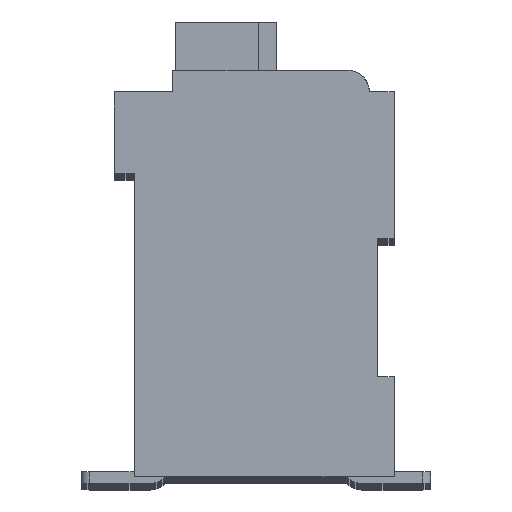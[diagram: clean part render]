
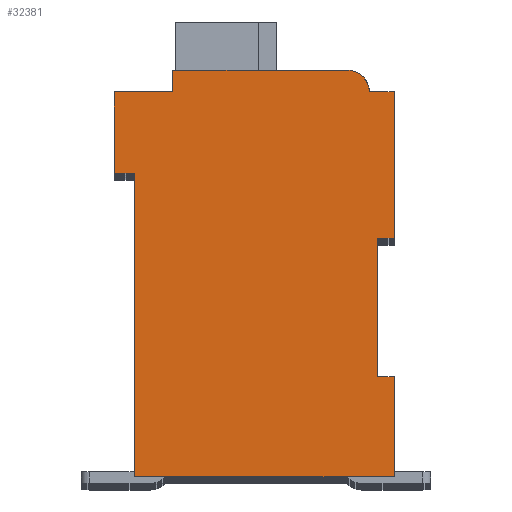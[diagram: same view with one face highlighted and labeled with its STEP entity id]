
A CAD part, top view. The second image highlights one B-rep face of the part: STEP entity #32381.
In plain terms, the highlighted planar face has unit normal (0, 0, 1).
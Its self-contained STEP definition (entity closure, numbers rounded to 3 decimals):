
#7686=DIRECTION('',(1.,0.,0.));
#7687=VECTOR('',#7686,0.5);
#7688=CARTESIAN_POINT('',(7.3,7.15,2.1));
#7689=LINE('',#7688,#7687);
#7690=DIRECTION('',(0.,1.,0.));
#7691=VECTOR('',#7690,4.15);
#7692=CARTESIAN_POINT('',(7.3,3.,2.1));
#7693=LINE('',#7692,#7691);
#7694=DIRECTION('',(-1.,0.,0.));
#7695=VECTOR('',#7694,0.5);
#7696=CARTESIAN_POINT('',(7.8,3.,2.1));
#7697=LINE('',#7696,#7695);
#7698=DIRECTION('',(0.,1.,0.));
#7699=VECTOR('',#7698,3.);
#7700=CARTESIAN_POINT('',(7.8,0.,2.1));
#7701=LINE('',#7700,#7699);
#7702=DIRECTION('',(1.,0.,0.));
#7703=VECTOR('',#7702,7.8);
#7704=CARTESIAN_POINT('',(0.,0.,2.1));
#7705=LINE('',#7704,#7703);
#7706=DIRECTION('',(0.,-1.,0.));
#7707=VECTOR('',#7706,9.1);
#7708=CARTESIAN_POINT('',(0.,9.1,2.1));
#7709=LINE('',#7708,#7707);
#7710=DIRECTION('',(1.,0.,0.));
#7711=VECTOR('',#7710,0.6);
#7712=CARTESIAN_POINT('',(-0.6,9.1,2.1));
#7713=LINE('',#7712,#7711);
#7714=DIRECTION('',(0.,-1.,0.));
#7715=VECTOR('',#7714,2.45);
#7716=CARTESIAN_POINT('',(-0.6,11.55,2.1));
#7717=LINE('',#7716,#7715);
#7718=DIRECTION('',(-1.,0.,0.));
#7719=VECTOR('',#7718,1.75);
#7720=CARTESIAN_POINT('',(1.15,11.55,2.1));
#7721=LINE('',#7720,#7719);
#7722=DIRECTION('',(0.,-1.,0.));
#7723=VECTOR('',#7722,0.65);
#7724=CARTESIAN_POINT('',(1.15,12.2,2.1));
#7725=LINE('',#7724,#7723);
#7726=DIRECTION('',(-1.,0.,0.));
#7727=VECTOR('',#7726,5.25);
#7728=CARTESIAN_POINT('',(6.4,12.2,2.1));
#7729=LINE('',#7728,#7727);
#7730=CARTESIAN_POINT('',(6.4,11.55,2.1));
#7731=DIRECTION('',(0.,0.,1.));
#7732=DIRECTION('',(1.,0.,0.));
#7733=AXIS2_PLACEMENT_3D('',#7730,#7731,#7732);
#7735=DIRECTION('',(-1.,0.,0.));
#7736=VECTOR('',#7735,0.75);
#7737=CARTESIAN_POINT('',(7.8,11.55,2.1));
#7738=LINE('',#7737,#7736);
#7739=DIRECTION('',(0.,1.,0.));
#7740=VECTOR('',#7739,4.4);
#7741=CARTESIAN_POINT('',(7.8,7.15,2.1));
#7742=LINE('',#7741,#7740);
#19161=CARTESIAN_POINT('',(7.3,7.15,2.1));
#19162=CARTESIAN_POINT('',(7.8,7.15,2.1));
#19163=VERTEX_POINT('',#19161);
#19164=VERTEX_POINT('',#19162);
#19165=CARTESIAN_POINT('',(7.8,11.55,2.1));
#19166=VERTEX_POINT('',#19165);
#19167=CARTESIAN_POINT('',(7.05,11.55,2.1));
#19168=VERTEX_POINT('',#19167);
#19169=CARTESIAN_POINT('',(6.4,12.2,2.1));
#19170=VERTEX_POINT('',#19169);
#19171=CARTESIAN_POINT('',(1.15,12.2,2.1));
#19172=VERTEX_POINT('',#19171);
#19173=CARTESIAN_POINT('',(1.15,11.55,2.1));
#19174=VERTEX_POINT('',#19173);
#19175=CARTESIAN_POINT('',(-0.6,11.55,2.1));
#19176=VERTEX_POINT('',#19175);
#19177=CARTESIAN_POINT('',(-0.6,9.1,2.1));
#19178=VERTEX_POINT('',#19177);
#19179=CARTESIAN_POINT('',(0.,9.1,2.1));
#19180=VERTEX_POINT('',#19179);
#19181=CARTESIAN_POINT('',(0.,0.,2.1));
#19182=VERTEX_POINT('',#19181);
#19183=CARTESIAN_POINT('',(7.8,0.,2.1));
#19184=VERTEX_POINT('',#19183);
#19185=CARTESIAN_POINT('',(7.8,3.,2.1));
#19186=VERTEX_POINT('',#19185);
#19187=CARTESIAN_POINT('',(7.3,3.,2.1));
#19188=VERTEX_POINT('',#19187);
#32360=CARTESIAN_POINT('',(0.,0.,2.1));
#32361=DIRECTION('',(0.,0.,1.));
#32362=DIRECTION('',(1.,0.,0.));
#32363=AXIS2_PLACEMENT_3D('',#32360,#32361,#32362);
#32364=PLANE('',#32363);
#32365=ORIENTED_EDGE('',*,*,#25222,.F.);
#32366=ORIENTED_EDGE('',*,*,#26070,.F.);
#32367=ORIENTED_EDGE('',*,*,#26772,.F.);
#32368=ORIENTED_EDGE('',*,*,#27247,.F.);
#32369=ORIENTED_EDGE('',*,*,#27798,.F.);
#32370=ORIENTED_EDGE('',*,*,#28616,.F.);
#32371=ORIENTED_EDGE('',*,*,#28864,.F.);
#32372=ORIENTED_EDGE('',*,*,#29375,.F.);
#32373=ORIENTED_EDGE('',*,*,#29933,.F.);
#32374=ORIENTED_EDGE('',*,*,#30740,.F.);
#32375=ORIENTED_EDGE('',*,*,#31376,.F.);
#32376=ORIENTED_EDGE('',*,*,#29984,.F.);
#32377=ORIENTED_EDGE('',*,*,#30521,.F.);
#32378=ORIENTED_EDGE('',*,*,#25965,.F.);
#32379=EDGE_LOOP('',(#32365,#32366,#32367,#32368,#32369,#32370,#32371,#32372,
#32373,#32374,#32375,#32376,#32377,#32378));
#32380=FACE_OUTER_BOUND('',#32379,.F.);
#7734=CIRCLE('',#7733,0.65);
#25222=EDGE_CURVE('',#19163,#19164,#7689,.T.);
#25965=EDGE_CURVE('',#19164,#19166,#7742,.T.);
#26070=EDGE_CURVE('',#19188,#19163,#7693,.T.);
#26772=EDGE_CURVE('',#19186,#19188,#7697,.T.);
#27247=EDGE_CURVE('',#19184,#19186,#7701,.T.);
#27798=EDGE_CURVE('',#19182,#19184,#7705,.T.);
#28616=EDGE_CURVE('',#19180,#19182,#7709,.T.);
#28864=EDGE_CURVE('',#19178,#19180,#7713,.T.);
#29375=EDGE_CURVE('',#19176,#19178,#7717,.T.);
#29933=EDGE_CURVE('',#19174,#19176,#7721,.T.);
#29984=EDGE_CURVE('',#19168,#19170,#7734,.T.);
#30521=EDGE_CURVE('',#19166,#19168,#7738,.T.);
#30740=EDGE_CURVE('',#19172,#19174,#7725,.T.);
#31376=EDGE_CURVE('',#19170,#19172,#7729,.T.);
#32381=ADVANCED_FACE('',(#32380),#32364,.T.);
